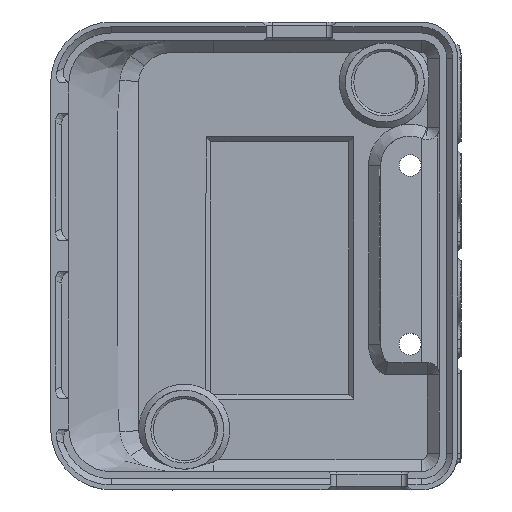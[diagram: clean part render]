
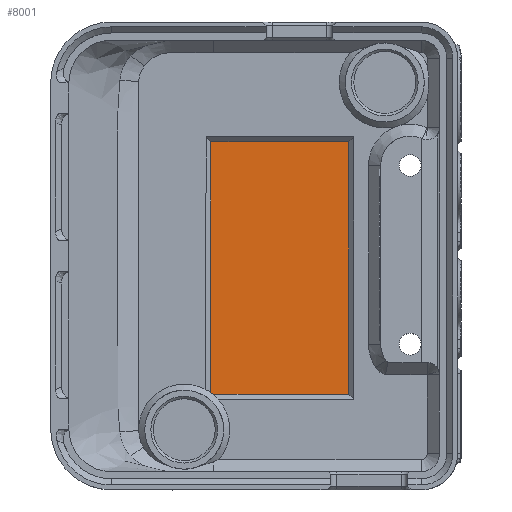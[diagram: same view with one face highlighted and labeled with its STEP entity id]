
A CAD part, top view. The second image highlights one B-rep face of the part: STEP entity #8001.
In plain terms, the highlighted planar face has unit normal (0, 0, 1).
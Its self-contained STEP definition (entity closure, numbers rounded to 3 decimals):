
#236=B_SPLINE_CURVE_WITH_KNOTS('',3,(#14774,#14775,#14776,#14777),
 .UNSPECIFIED.,.F.,.F.,(4,4),(9.411,13.537),
 .UNSPECIFIED.);
#755=PLANE('',#8494);
#1122=FACE_OUTER_BOUND('',#1610,.T.);
#1610=EDGE_LOOP('',(#6882,#6883,#6884,#6885,#6886));
#2324=LINE('',#15054,#3055);
#2325=LINE('',#15057,#3056);
#2327=LINE('',#15060,#3058);
#3055=VECTOR('',#9797,10.);
#3056=VECTOR('',#9800,10.);
#3058=VECTOR('',#9804,10.);
#3308=CIRCLE('',#8338,7.5);
#3711=VERTEX_POINT('',#12942);
#3712=VERTEX_POINT('',#12944);
#3868=VERTEX_POINT('',#14773);
#3924=VERTEX_POINT('',#15052);
#3925=VERTEX_POINT('',#15056);
#4564=EDGE_CURVE('',#3712,#3711,#3308,.T.);
#4865=EDGE_CURVE('',#3712,#3868,#236,.T.);
#4951=EDGE_CURVE('',#3924,#3711,#2324,.T.);
#4952=EDGE_CURVE('',#3868,#3925,#2325,.T.);
#4954=EDGE_CURVE('',#3925,#3924,#2327,.T.);
#6882=ORIENTED_EDGE('',*,*,#4564,.T.);
#6883=ORIENTED_EDGE('',*,*,#4951,.F.);
#6884=ORIENTED_EDGE('',*,*,#4954,.F.);
#6885=ORIENTED_EDGE('',*,*,#4952,.F.);
#6886=ORIENTED_EDGE('',*,*,#4865,.F.);
#8001=ADVANCED_FACE('',(#1122),#755,.T.);
#8338=AXIS2_PLACEMENT_3D('',#12945,#9195,#9196);
#8494=AXIS2_PLACEMENT_3D('',#15061,#9805,#9806);
#9195=DIRECTION('center_axis',(0.,0.,
-1.));
#9196=DIRECTION('ref_axis',(1.,0.,0.));
#9797=DIRECTION('',(-1.,0.,0.));
#9800=DIRECTION('',(1.,0.,0.));
#9804=DIRECTION('',(0.,-1.,0.));
#9805=DIRECTION('center_axis',(0.,0.,
1.));
#9806=DIRECTION('ref_axis',(1.,0.,0.));
#12942=CARTESIAN_POINT('',(-0.097,-107.006,31.083));
#12944=CARTESIAN_POINT('',(-0.452,-106.737,31.083));
#12945=CARTESIAN_POINT('Origin',(-4.801,-112.847,31.083));
#14773=CARTESIAN_POINT('',(-0.416,-65.46,31.083));
#14774=CARTESIAN_POINT('Ctrl Pts',(-0.452,-106.737,
31.083));
#14775=CARTESIAN_POINT('Ctrl Pts',(-0.44,-92.935,
31.083));
#14776=CARTESIAN_POINT('Ctrl Pts',(-0.428,-79.176,
31.083));
#14777=CARTESIAN_POINT('Ctrl Pts',(-0.416,-65.46,
31.083));
#15052=CARTESIAN_POINT('',(22.263,-107.006,31.083));
#15054=CARTESIAN_POINT('',(17.631,-107.006,31.083));
#15056=CARTESIAN_POINT('',(22.254,-65.461,31.083));
#15057=CARTESIAN_POINT('',(5.493,-65.46,31.083));
#15060=CARTESIAN_POINT('',(22.256,-74.464,31.083));
#15061=CARTESIAN_POINT('Origin',(12.199,-84.268,31.083));
